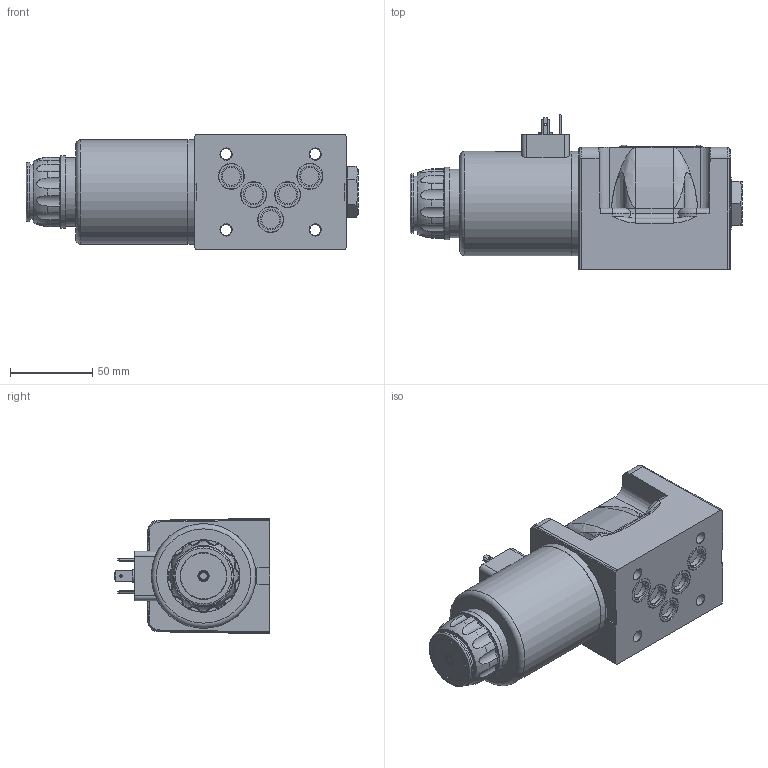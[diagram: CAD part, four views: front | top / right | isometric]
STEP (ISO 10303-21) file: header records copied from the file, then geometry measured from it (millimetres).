
FILE_DESCRIPTION(/* description */ ('STEP AP214'),/* implementation_level */ '2;1');
FILE_NAME(/* name */ 'R901278772',/* time_stamp */ '2024-06-18T10:23:53+02:00',/* author */ ('License CC BY-ND 4.0'),/* organization */ ('CADENAS'),/* preprocessor_version */ 'ST-DEVELOPER v19.3',/* originating_system */ 'PARTsolutions',/* authorisation */ ' ');
FILE_SCHEMA (('AUTOMOTIVE_DESIGN {1 0 10303 214 3 1 1}'));
Length unit declared in the file: millimetre
Products named in the file (5): BOSCH-Rexroth 4WE10C5X/EG24N9K4/M; Housing_WE 10...E_K4_M; Magnet DC_WE 10...E_K4; Manual override_WE 10...E_N9; Cap_WE 10...E
Assembly tree (4 placements, depth 2):
  BOSCH-Rexroth 4WE10C5X/EG24N9K4/M
    Housing_WE 10...E_K4_M
    Magnet DC_WE 10...E_K4
    Manual override_WE 10...E_N9
    Cap_WE 10...E
Bounding box: 201.3 x 94 x 70 mm (x, y, z)
Volume: 664528.8 mm3; surface area: 74206.9 mm2
Topology: 4 solids, 4 shells, 761 faces, 2007 edges, 1307 vertices
Faces by surface type: cylinder 414, plane 214, torus 75, cone 58
Full cylindrical faces by diameter (mm): 1.5 x3, 2.459 x1, 3.242 x6, 6 x1, 6.3 x1, 6.6 x4, 7 x4, 8 x1, 11 x9, 12.5 x5, 15.7 x5, 28.38 x1, 31.5 x1, 33 x1, 36 x1, 41.5 x1, 44 x1, 63.2 x1, 63.5 x1
Entity records: 29087 total; most frequent: CARTESIAN_POINT 4733, DIRECTION 4239, ORIENTED_EDGE 3794, EDGE_CURVE 1897, AXIS2_PLACEMENT_3D 1718, VERTEX_POINT 1297, CIRCLE 928, FACE_BOUND 928
